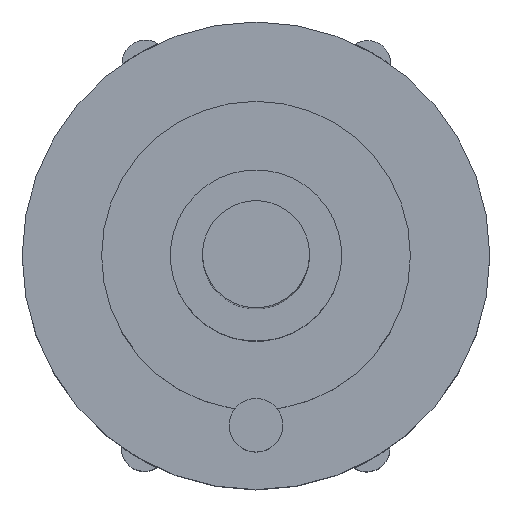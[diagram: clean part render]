
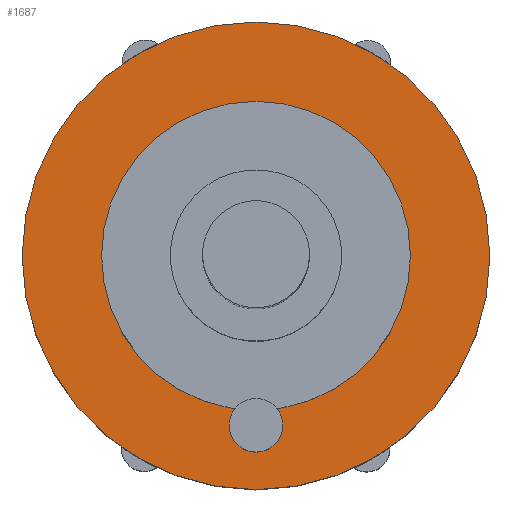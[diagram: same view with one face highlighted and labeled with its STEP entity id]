
A CAD part, top view. The second image highlights one B-rep face of the part: STEP entity #1687.
In plain terms, the highlighted planar face has unit normal (0, 0, 1).
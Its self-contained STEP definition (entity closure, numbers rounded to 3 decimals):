
#1619=CARTESIAN_POINT('',(13.1,0.,11.8));
#1620=VERTEX_POINT('',#1619);
#1636=CARTESIAN_POINT('',(-13.1,0.,11.8));
#1637=VERTEX_POINT('',#1636);
#1644=CARTESIAN_POINT('',(0.,0.,11.8));
#1645=DIRECTION('',(0.0,0.0,-1.0));
#1646=DIRECTION('',(1.0,0.0,0.0));
#1647=AXIS2_PLACEMENT_3D('',#1644,#1645,#1646);
#1648=CIRCLE('',#1647,13.1);
#1649=EDGE_CURVE('',#1637,#1620,#1648,.T.);
#1660=CARTESIAN_POINT('',(0.,0.,11.8));
#1661=DIRECTION('',(0.0,0.0,-1.0));
#1662=DIRECTION('',(1.0,0.0,0.0));
#1663=AXIS2_PLACEMENT_3D('',#1660,#1661,#1662);
#1664=CIRCLE('',#1663,13.1);
#1665=EDGE_CURVE('',#1620,#1637,#1664,.T.);
#1678=CARTESIAN_POINT('',(0.,0.,11.8));
#1679=DIRECTION('',(0.0,0.0,1.0));
#1680=DIRECTION('',(1.0,0.0,0.0));
#1681=AXIS2_PLACEMENT_3D('',#1678,#1679,#1680);
#1682=PLANE('',#1681);
#1683=ORIENTED_EDGE('',*,*,#1665,.F.);
#1684=ORIENTED_EDGE('',*,*,#1649,.F.);
#1685=EDGE_LOOP('',(#1683,#1684));
#1686=FACE_OUTER_BOUND('',#1685,.T.);
#1687=ADVANCED_FACE('',(#1686),#1682,.T.);
